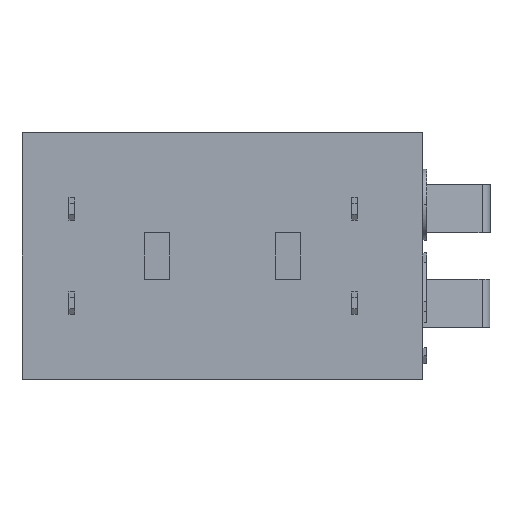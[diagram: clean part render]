
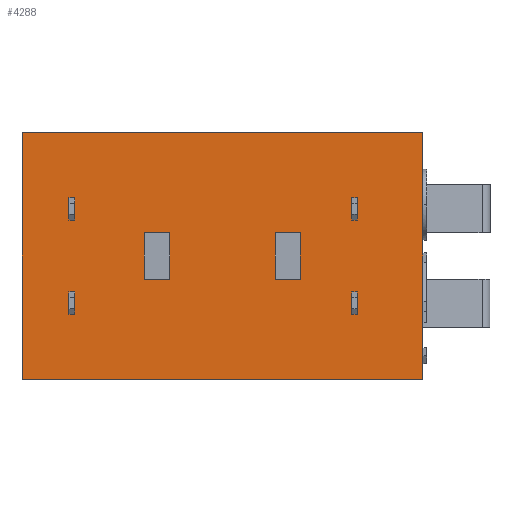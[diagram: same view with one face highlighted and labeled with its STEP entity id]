
A CAD part, front view. The second image highlights one B-rep face of the part: STEP entity #4288.
In plain terms, the highlighted planar face has unit normal (0, -1, 0).
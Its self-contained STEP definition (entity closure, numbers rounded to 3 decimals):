
#585=CARTESIAN_POINT('',(-16.402,-48.941,2.35));
#586=VERTEX_POINT('',#585);
#593=CARTESIAN_POINT('',(-16.402,-48.941,1.75));
#594=VERTEX_POINT('',#593);
#640=CARTESIAN_POINT('',(-16.402,-48.941,4.89));
#641=VERTEX_POINT('',#640);
#648=CARTESIAN_POINT('',(-16.402,-48.941,4.29));
#649=VERTEX_POINT('',#648);
#695=CARTESIAN_POINT('',(-8.782,-48.941,2.35));
#696=VERTEX_POINT('',#695);
#703=CARTESIAN_POINT('',(-8.782,-48.941,1.75));
#704=VERTEX_POINT('',#703);
#726=CARTESIAN_POINT('',(-16.252,-48.941,2.35));
#727=VERTEX_POINT('',#726);
#750=CARTESIAN_POINT('',(-16.252,-48.941,1.75));
#751=VERTEX_POINT('',#750);
#805=CARTESIAN_POINT('',(-16.252,-48.941,4.89));
#806=VERTEX_POINT('',#805);
#829=CARTESIAN_POINT('',(-16.252,-48.941,4.29));
#830=VERTEX_POINT('',#829);
#884=CARTESIAN_POINT('',(-8.632,-48.941,2.35));
#885=VERTEX_POINT('',#884);
#908=CARTESIAN_POINT('',(-8.632,-48.941,1.75));
#909=VERTEX_POINT('',#908);
#1067=CARTESIAN_POINT('',(-8.782,-48.941,4.89));
#1068=VERTEX_POINT('',#1067);
#1075=CARTESIAN_POINT('',(-8.782,-48.941,4.29));
#1076=VERTEX_POINT('',#1075);
#1098=CARTESIAN_POINT('',(-8.632,-48.941,4.89));
#1099=VERTEX_POINT('',#1098);
#1122=CARTESIAN_POINT('',(-8.632,-48.941,4.29));
#1123=VERTEX_POINT('',#1122);
#1186=CARTESIAN_POINT('',(-10.847,-48.941,2.7));
#1187=VERTEX_POINT('',#1186);
#1194=CARTESIAN_POINT('',(-10.167,-48.941,2.7));
#1195=VERTEX_POINT('',#1194);
#1196=CARTESIAN_POINT('',(-10.167,-48.941,2.7));
#1197=DIRECTION('',(-1.0,0.0,0.0));
#1198=VECTOR('',#1197,0.68);
#1199=LINE('',#1196,#1198);
#1200=EDGE_CURVE('',#1195,#1187,#1199,.T.);
#1224=CARTESIAN_POINT('',(-10.847,-48.941,3.94));
#1225=VERTEX_POINT('',#1224);
#1232=CARTESIAN_POINT('',(-10.847,-48.941,2.7));
#1233=DIRECTION('',(0.0,0.0,1.0));
#1234=VECTOR('',#1233,1.24);
#1235=LINE('',#1232,#1234);
#1236=EDGE_CURVE('',#1187,#1225,#1235,.T.);
#1255=CARTESIAN_POINT('',(-10.167,-48.941,3.94));
#1256=VERTEX_POINT('',#1255);
#1263=CARTESIAN_POINT('',(-10.847,-48.941,3.94));
#1264=DIRECTION('',(1.0,0.0,0.0));
#1265=VECTOR('',#1264,0.68);
#1266=LINE('',#1263,#1265);
#1267=EDGE_CURVE('',#1225,#1256,#1266,.T.);
#1285=CARTESIAN_POINT('',(-10.167,-48.941,3.94));
#1286=DIRECTION('',(0.0,0.0,-1.0));
#1287=VECTOR('',#1286,1.24);
#1288=LINE('',#1285,#1287);
#1289=EDGE_CURVE('',#1256,#1195,#1288,.T.);
#1322=CARTESIAN_POINT('',(-13.687,-48.941,3.94));
#1323=VERTEX_POINT('',#1322);
#1330=CARTESIAN_POINT('',(-14.367,-48.941,3.94));
#1331=VERTEX_POINT('',#1330);
#1332=CARTESIAN_POINT('',(-14.367,-48.941,3.94));
#1333=DIRECTION('',(1.0,0.0,0.0));
#1334=VECTOR('',#1333,0.68);
#1335=LINE('',#1332,#1334);
#1336=EDGE_CURVE('',#1331,#1323,#1335,.T.);
#1360=CARTESIAN_POINT('',(-13.687,-48.941,2.7));
#1361=VERTEX_POINT('',#1360);
#1368=CARTESIAN_POINT('',(-13.687,-48.941,3.94));
#1369=DIRECTION('',(0.0,0.0,-1.0));
#1370=VECTOR('',#1369,1.24);
#1371=LINE('',#1368,#1370);
#1372=EDGE_CURVE('',#1323,#1361,#1371,.T.);
#1391=CARTESIAN_POINT('',(-14.367,-48.941,2.7));
#1392=VERTEX_POINT('',#1391);
#1399=CARTESIAN_POINT('',(-13.687,-48.941,2.7));
#1400=DIRECTION('',(-1.0,0.0,0.0));
#1401=VECTOR('',#1400,0.68);
#1402=LINE('',#1399,#1401);
#1403=EDGE_CURVE('',#1361,#1392,#1402,.T.);
#1421=CARTESIAN_POINT('',(-14.367,-48.941,2.7));
#1422=DIRECTION('',(0.0,0.0,1.0));
#1423=VECTOR('',#1422,1.24);
#1424=LINE('',#1421,#1423);
#1425=EDGE_CURVE('',#1392,#1331,#1424,.T.);
#1464=CARTESIAN_POINT('',(-16.252,-48.941,2.35));
#1465=DIRECTION('',(0.0,0.0,-1.0));
#1466=VECTOR('',#1465,0.6);
#1467=LINE('',#1464,#1466);
#1468=EDGE_CURVE('',#727,#751,#1467,.T.);
#1493=CARTESIAN_POINT('',(-16.402,-48.941,2.35));
#1494=DIRECTION('',(1.0,0.0,0.0));
#1495=VECTOR('',#1494,0.15);
#1496=LINE('',#1493,#1495);
#1497=EDGE_CURVE('',#586,#727,#1496,.T.);
#1522=CARTESIAN_POINT('',(-16.402,-48.941,1.75));
#1523=DIRECTION('',(0.0,0.0,1.0));
#1524=VECTOR('',#1523,0.6);
#1525=LINE('',#1522,#1524);
#1526=EDGE_CURVE('',#594,#586,#1525,.T.);
#1549=CARTESIAN_POINT('',(-16.252,-48.941,1.75));
#1550=DIRECTION('',(-1.0,0.0,0.0));
#1551=VECTOR('',#1550,0.15);
#1552=LINE('',#1549,#1551);
#1553=EDGE_CURVE('',#751,#594,#1552,.T.);
#1592=CARTESIAN_POINT('',(-16.402,-48.941,4.29));
#1593=DIRECTION('',(0.0,0.0,1.0));
#1594=VECTOR('',#1593,0.6);
#1595=LINE('',#1592,#1594);
#1596=EDGE_CURVE('',#649,#641,#1595,.T.);
#1621=CARTESIAN_POINT('',(-16.252,-48.941,4.29));
#1622=DIRECTION('',(-1.0,0.0,0.0));
#1623=VECTOR('',#1622,0.15);
#1624=LINE('',#1621,#1623);
#1625=EDGE_CURVE('',#830,#649,#1624,.T.);
#1650=CARTESIAN_POINT('',(-16.252,-48.941,4.89));
#1651=DIRECTION('',(0.0,0.0,-1.0));
#1652=VECTOR('',#1651,0.6);
#1653=LINE('',#1650,#1652);
#1654=EDGE_CURVE('',#806,#830,#1653,.T.);
#1677=CARTESIAN_POINT('',(-16.402,-48.941,4.89));
#1678=DIRECTION('',(1.0,0.0,0.0));
#1679=VECTOR('',#1678,0.15);
#1680=LINE('',#1677,#1679);
#1681=EDGE_CURVE('',#641,#806,#1680,.T.);
#1720=CARTESIAN_POINT('',(-8.782,-48.941,1.75));
#1721=DIRECTION('',(0.0,0.0,1.0));
#1722=VECTOR('',#1721,0.6);
#1723=LINE('',#1720,#1722);
#1724=EDGE_CURVE('',#704,#696,#1723,.T.);
#1749=CARTESIAN_POINT('',(-8.632,-48.941,1.75));
#1750=DIRECTION('',(-1.0,0.0,0.0));
#1751=VECTOR('',#1750,0.15);
#1752=LINE('',#1749,#1751);
#1753=EDGE_CURVE('',#909,#704,#1752,.T.);
#1778=CARTESIAN_POINT('',(-8.632,-48.941,2.35));
#1779=DIRECTION('',(0.0,0.0,-1.0));
#1780=VECTOR('',#1779,0.6);
#1781=LINE('',#1778,#1780);
#1782=EDGE_CURVE('',#885,#909,#1781,.T.);
#1805=CARTESIAN_POINT('',(-8.782,-48.941,2.35));
#1806=DIRECTION('',(1.0,0.0,0.0));
#1807=VECTOR('',#1806,0.15);
#1808=LINE('',#1805,#1807);
#1809=EDGE_CURVE('',#696,#885,#1808,.T.);
#1848=CARTESIAN_POINT('',(-8.782,-48.941,4.29));
#1849=DIRECTION('',(0.0,0.0,1.0));
#1850=VECTOR('',#1849,0.6);
#1851=LINE('',#1848,#1850);
#1852=EDGE_CURVE('',#1076,#1068,#1851,.T.);
#1877=CARTESIAN_POINT('',(-8.632,-48.941,4.29));
#1878=DIRECTION('',(-1.0,0.0,0.0));
#1879=VECTOR('',#1878,0.15);
#1880=LINE('',#1877,#1879);
#1881=EDGE_CURVE('',#1123,#1076,#1880,.T.);
#1906=CARTESIAN_POINT('',(-8.632,-48.941,4.89));
#1907=DIRECTION('',(0.0,0.0,-1.0));
#1908=VECTOR('',#1907,0.6);
#1909=LINE('',#1906,#1908);
#1910=EDGE_CURVE('',#1099,#1123,#1909,.T.);
#1933=CARTESIAN_POINT('',(-8.782,-48.941,4.89));
#1934=DIRECTION('',(1.0,0.0,0.0));
#1935=VECTOR('',#1934,0.15);
#1936=LINE('',#1933,#1935);
#1937=EDGE_CURVE('',#1068,#1099,#1936,.T.);
#3696=CARTESIAN_POINT('',(-6.867,-48.941,6.64));
#3697=VERTEX_POINT('',#3696);
#3704=CARTESIAN_POINT('',(-6.867,-48.941,0.0));
#3705=VERTEX_POINT('',#3704);
#3706=CARTESIAN_POINT('',(-6.867,-48.941,0.0));
#3707=DIRECTION('',(0.0,0.0,1.0));
#3708=VECTOR('',#3707,6.64);
#3709=LINE('',#3706,#3708);
#3710=EDGE_CURVE('',#3705,#3697,#3709,.T.);
#4162=CARTESIAN_POINT('',(-17.667,-48.941,6.64));
#4163=VERTEX_POINT('',#4162);
#4180=CARTESIAN_POINT('',(-17.667,-48.941,0.0));
#4181=VERTEX_POINT('',#4180);
#4188=CARTESIAN_POINT('',(-17.667,-48.941,0.0));
#4189=DIRECTION('',(0.0,0.0,1.0));
#4190=VECTOR('',#4189,6.64);
#4191=LINE('',#4188,#4190);
#4192=EDGE_CURVE('',#4181,#4163,#4191,.T.);
#4231=CARTESIAN_POINT('',(-6.867,-48.941,0.0));
#4232=DIRECTION('',(0.0,-1.0,0.0));
#4233=DIRECTION('',(0.0,0.0,-1.0));
#4234=AXIS2_PLACEMENT_3D('',#4231,#4232,#4233);
#4235=PLANE('',#4234);
#4236=CARTESIAN_POINT('',(-6.867,-48.941,6.64));
#4237=DIRECTION('',(-1.0,0.0,0.0));
#4238=VECTOR('',#4237,10.8);
#4239=LINE('',#4236,#4238);
#4240=EDGE_CURVE('',#3697,#4163,#4239,.T.);
#4241=ORIENTED_EDGE('',*,*,#4240,.T.);
#4242=ORIENTED_EDGE('',*,*,#4192,.F.);
#4243=CARTESIAN_POINT('',(-6.867,-48.941,0.0));
#4244=DIRECTION('',(-1.0,0.0,0.0));
#4245=VECTOR('',#4244,10.8);
#4246=LINE('',#4243,#4245);
#4247=EDGE_CURVE('',#3705,#4181,#4246,.T.);
#4248=ORIENTED_EDGE('',*,*,#4247,.F.);
#4249=ORIENTED_EDGE('',*,*,#3710,.T.);
#4250=EDGE_LOOP('',(#4241,#4242,#4248,#4249));
#4251=FACE_OUTER_BOUND('',#4250,.T.);
#4252=ORIENTED_EDGE('',*,*,#1200,.T.);
#4253=ORIENTED_EDGE('',*,*,#1236,.T.);
#4254=ORIENTED_EDGE('',*,*,#1267,.T.);
#4255=ORIENTED_EDGE('',*,*,#1289,.T.);
#4256=EDGE_LOOP('',(#4252,#4253,#4254,#4255));
#4257=FACE_BOUND('',#4256,.T.);
#4258=ORIENTED_EDGE('',*,*,#1336,.T.);
#4259=ORIENTED_EDGE('',*,*,#1372,.T.);
#4260=ORIENTED_EDGE('',*,*,#1403,.T.);
#4261=ORIENTED_EDGE('',*,*,#1425,.T.);
#4262=EDGE_LOOP('',(#4258,#4259,#4260,#4261));
#4263=FACE_BOUND('',#4262,.T.);
#4264=ORIENTED_EDGE('',*,*,#1468,.T.);
#4265=ORIENTED_EDGE('',*,*,#1553,.T.);
#4266=ORIENTED_EDGE('',*,*,#1526,.T.);
#4267=ORIENTED_EDGE('',*,*,#1497,.T.);
#4268=EDGE_LOOP('',(#4264,#4265,#4266,#4267));
#4269=FACE_BOUND('',#4268,.T.);
#4270=ORIENTED_EDGE('',*,*,#1596,.T.);
#4271=ORIENTED_EDGE('',*,*,#1681,.T.);
#4272=ORIENTED_EDGE('',*,*,#1654,.T.);
#4273=ORIENTED_EDGE('',*,*,#1625,.T.);
#4274=EDGE_LOOP('',(#4270,#4271,#4272,#4273));
#4275=FACE_BOUND('',#4274,.T.);
#4276=ORIENTED_EDGE('',*,*,#1724,.T.);
#4277=ORIENTED_EDGE('',*,*,#1809,.T.);
#4278=ORIENTED_EDGE('',*,*,#1782,.T.);
#4279=ORIENTED_EDGE('',*,*,#1753,.T.);
#4280=EDGE_LOOP('',(#4276,#4277,#4278,#4279));
#4281=FACE_BOUND('',#4280,.T.);
#4282=ORIENTED_EDGE('',*,*,#1852,.T.);
#4283=ORIENTED_EDGE('',*,*,#1937,.T.);
#4284=ORIENTED_EDGE('',*,*,#1910,.T.);
#4285=ORIENTED_EDGE('',*,*,#1881,.T.);
#4286=EDGE_LOOP('',(#4282,#4283,#4284,#4285));
#4287=FACE_BOUND('',#4286,.T.);
#4288=ADVANCED_FACE('',(#4251,#4257,#4263,#4269,#4275,#4281,#4287),#4235,.T.);
